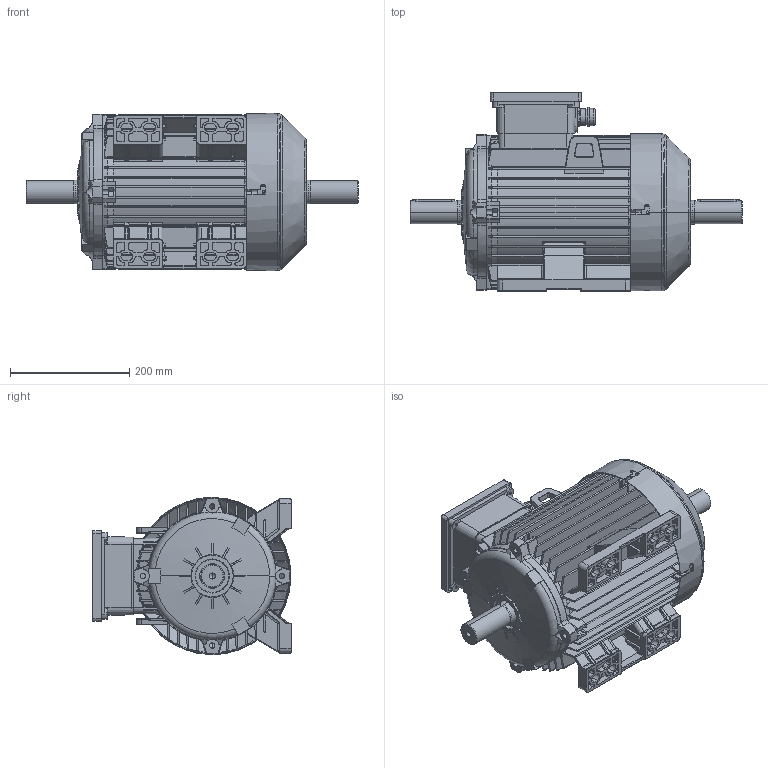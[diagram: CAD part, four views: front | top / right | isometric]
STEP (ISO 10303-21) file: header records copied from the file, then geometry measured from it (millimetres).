
FILE_DESCRIPTION (( 'STEP AP214' ), '1' );
FILE_NAME ('CA132S-B3-IC411-2-4-6-8 POLES-TB TOP-DOUBLE SHAFT.STEP', '2024-09-25T09:15:29', ( '' ), ( '' ), 'SwSTEP 2.0', 'SolidWorks 2024', '' );
FILE_SCHEMA (( 'AUTOMOTIVE_DESIGN' ));
Length unit declared in the file: millimetre
Products named in the file (15): Carcassa 132SM-B3-AX; parallel_din_Parallel key A10 x 8 x 70 DIN 6885; Scatola morsetti 132; Tappo M25; Scudo C-FC132 posteriore alto; Scudo C132 anteriore; Guarnizione scatola-motore 132; Targhetta motore_LAMIERA ALLUMINIO; Gruppo Coprimorsettiera 132; Guarnizione scatola-coperchio 132; Coperchio scatola morsetti 132; Copriventola 132S H.100; Albero 132M serie autoventilato; CA132S-B3-IC411-2-4-6-8 POLES-TB TOP-DOUBLE SHAFT; PRESSACAVO M25
Assembly tree (16 placements, depth 3):
  CA132S-B3-IC411-2-4-6-8 POLES-TB TOP-DOUBLE SHAFT
    Albero 132M serie autoventilato  x2
    Scudo C132 anteriore
    parallel_din_Parallel key A10 x 8 x 70 DIN 6885  x2
    Targhetta motore_LAMIERA ALLUMINIO
    Scudo C-FC132 posteriore alto
    Copriventola 132S H.100
    Carcassa 132SM-B3-AX
    Gruppo Coprimorsettiera 132
      Scatola morsetti 132
      Coperchio scatola morsetti 132
      Guarnizione scatola-motore 132
      PRESSACAVO M25
      Tappo M25
      Guarnizione scatola-coperchio 132
Bounding box: 556 x 332 x 263 mm (x, y, z)
Volume: 4981768.3 mm3; surface area: 1781567.8 mm2
Topology: 15 solids, 19 shells, 4560 faces, 12360 edges, 7892 vertices
Faces by surface type: plane 2059, cylinder 1022, cone 603, torus 379, bspline 371, sphere 126
Entity records: 161379 total; most frequent: CARTESIAN_POINT 50226, ORIENTED_EDGE 24416, DIRECTION 21553, EDGE_CURVE 12208, VERTEX_POINT 7818, AXIS2_PLACEMENT_3D 7510, VECTOR 6533, LINE 6533
